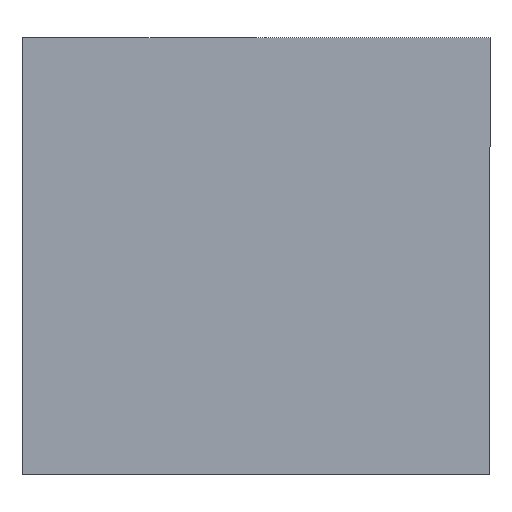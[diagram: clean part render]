
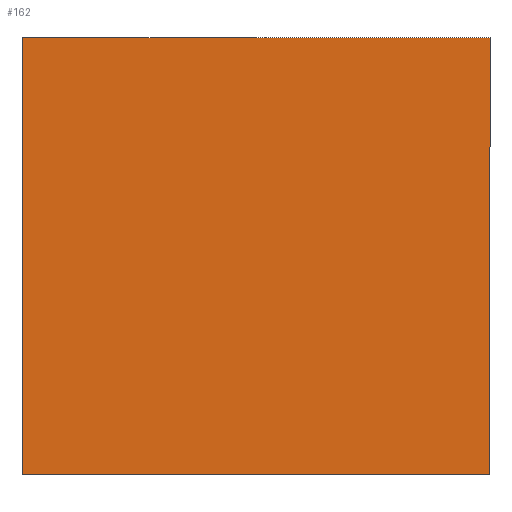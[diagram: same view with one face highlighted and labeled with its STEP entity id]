
A CAD part, front view. The second image highlights one B-rep face of the part: STEP entity #162.
In plain terms, the highlighted planar face has unit normal (0, -1, 0).
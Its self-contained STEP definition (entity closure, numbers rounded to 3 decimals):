
#2 = VERTEX_POINT ( 'NONE', #58 ) ;
#3 = VECTOR ( 'NONE', #8, 1000. ) ;
#8 = DIRECTION ( 'NONE',  ( -1., 0., 0. ) ) ;
#9 = VECTOR ( 'NONE', #76, 1000. ) ;
#23 = ORIENTED_EDGE ( 'NONE', *, *, #107, .F. ) ;
#32 = DIRECTION ( 'NONE',  ( 0., 0., 1. ) ) ;
#50 = CARTESIAN_POINT ( 'NONE',  ( 0., 0., 0. ) ) ;
#51 = PLANE ( 'NONE',  #192 ) ;
#52 = EDGE_CURVE ( 'NONE', #126, #98, #111, .T. ) ;
#53 = CARTESIAN_POINT ( 'NONE',  ( -21.795, 0., 25.59 ) ) ;
#58 = CARTESIAN_POINT ( 'NONE',  ( 23.205, 0., 25.59 ) ) ;
#74 = CARTESIAN_POINT ( 'NONE',  ( 23.205, 0., -16.41 ) ) ;
#76 = DIRECTION ( 'NONE',  ( 0., 0., -1. ) ) ;
#82 = CARTESIAN_POINT ( 'NONE',  ( -21.795, 0., -16.41 ) ) ;
#98 = VERTEX_POINT ( 'NONE', #181 ) ;
#99 = LINE ( 'NONE', #197, #9 ) ;
#107 = EDGE_CURVE ( 'NONE', #2, #126, #99, .T. ) ;
#108 = ORIENTED_EDGE ( 'NONE', *, *, #171, .F. ) ;
#111 = LINE ( 'NONE', #183, #3 ) ;
#115 = LINE ( 'NONE', #82, #127 ) ;
#117 = VERTEX_POINT ( 'NONE', #129 ) ;
#121 = EDGE_LOOP ( 'NONE', ( #141, #179, #23, #108 ) ) ;
#124 = DIRECTION ( 'NONE',  ( 1., 0., 0. ) ) ;
#126 = VERTEX_POINT ( 'NONE', #74 ) ;
#127 = VECTOR ( 'NONE', #32, 1000. ) ;
#129 = CARTESIAN_POINT ( 'NONE',  ( -21.795, 0., 25.59 ) ) ;
#133 = FACE_OUTER_BOUND ( 'NONE', #121, .T. ) ;
#141 = ORIENTED_EDGE ( 'NONE', *, *, #169, .F. ) ;
#151 = DIRECTION ( 'NONE',  ( 0., 0., 1. ) ) ;
#162 = ADVANCED_FACE ( 'NONE', ( #133 ), #51, .F. ) ;
#169 = EDGE_CURVE ( 'NONE', #98, #117, #115, .T. ) ;
#171 = EDGE_CURVE ( 'NONE', #117, #2, #172, .T. ) ;
#172 = LINE ( 'NONE', #53, #201 ) ;
#179 = ORIENTED_EDGE ( 'NONE', *, *, #52, .F. ) ;
#181 = CARTESIAN_POINT ( 'NONE',  ( -21.795, 0., -16.41 ) ) ;
#183 = CARTESIAN_POINT ( 'NONE',  ( -21.795, 0., -16.41 ) ) ;
#187 = DIRECTION ( 'NONE',  ( 0., 1., 0. ) ) ;
#192 = AXIS2_PLACEMENT_3D ( 'NONE', #50, #187, #151 ) ;
#197 = CARTESIAN_POINT ( 'NONE',  ( 23.205, 0., -16.41 ) ) ;
#201 = VECTOR ( 'NONE', #124, 1000. ) ;
